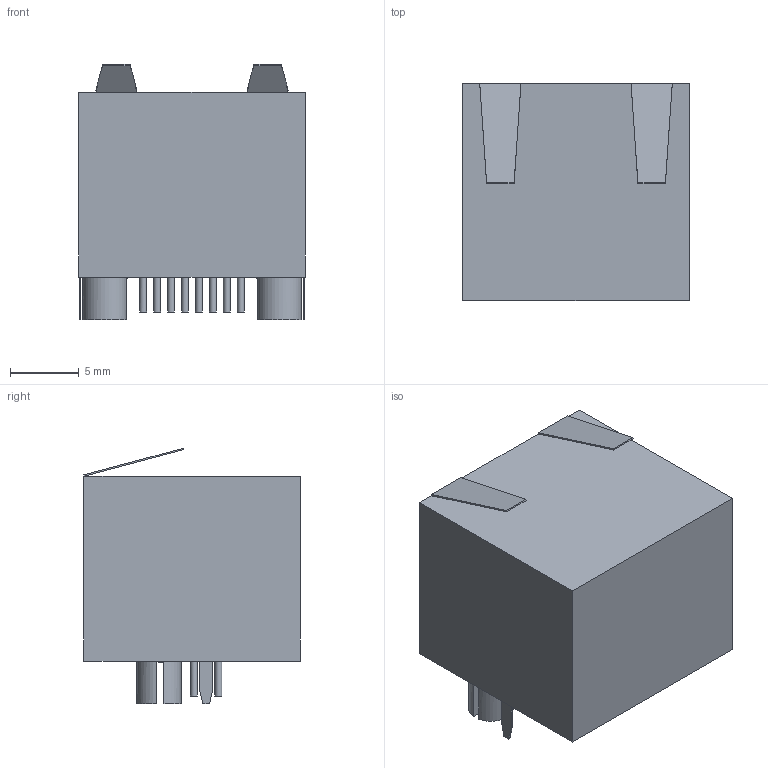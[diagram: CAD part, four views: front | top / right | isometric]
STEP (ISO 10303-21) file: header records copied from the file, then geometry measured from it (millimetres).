
FILE_DESCRIPTION( ( '' ), ' ' );
FILE_NAME( '5c631cc55fef7b191b770730.step', '2019-02-12T19:21:42', ( '' ), ( '' ), ' ', ' ', ' ' );
FILE_SCHEMA( ( 'AUTOMOTIVE_DESIGN { 1 0 10303 214 1 1 1 1 }' ) );
Length unit declared in the file: metre
Products named in the file (3): LEG; PINS; BOX
Bounding box: 16.51 x 15.78 x 18.59 mm (x, y, z)
Volume: 2449.3 mm3; surface area: 3764.4 mm2
Topology: 3 solids, 3 shells, 175 faces, 434 edges, 282 vertices
Faces by surface type: plane 155, cylinder 20
Full cylindrical faces by diameter (mm): 0.5 x16, 3.25 x2
Entity records: 6422 total; most frequent: CARTESIAN_POINT 870, ORIENTED_EDGE 826, DIRECTION 820, EDGE_CURVE 413, LINE 362, VECTOR 362, VERTEX_POINT 279, AXIS2_PLACEMENT_3D 229
